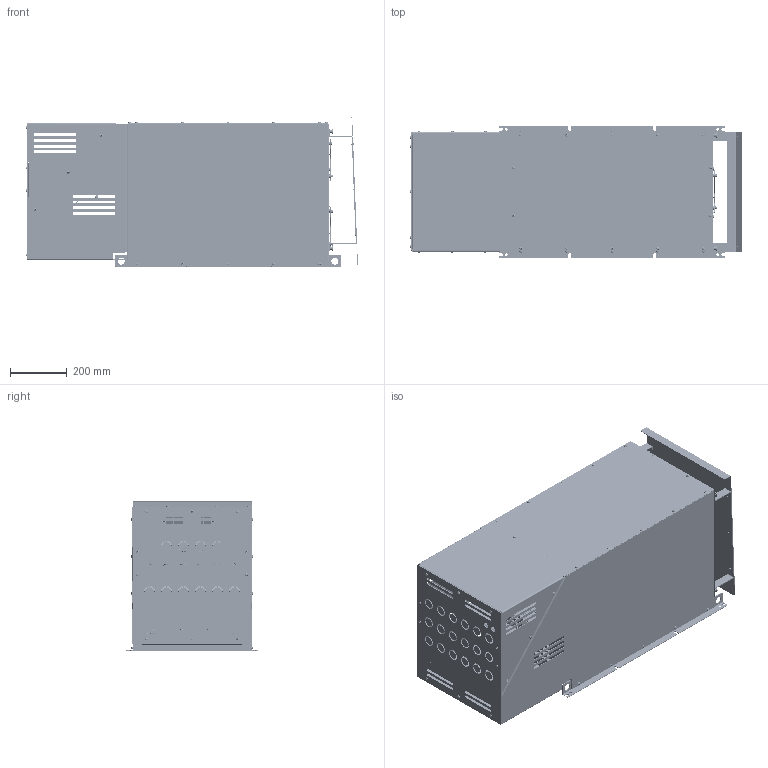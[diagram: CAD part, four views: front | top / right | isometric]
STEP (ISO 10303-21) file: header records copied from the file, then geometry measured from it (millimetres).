
FILE_DESCRIPTION(/* description */ (''),/* implementation_level */ '2;1');
FILE_NAME(/* name */ 'X8 IP21 if1.stp',/* time_stamp */ '2014-09-01T11:53:31+02:00',/* author */ ('MK'),/* organization */ (''),/* preprocessor_version */ 'ST-DEVELOPER v15.6',/* originating_system */ 'Autodesk Inventor 2015',/* authorisation */ '');
FILE_SCHEMA (('AUTOMOTIVE_DESIGN { 1 0 10303 214 3 1 1 }'));
Products named in the file (49): 10100531 Seitenwand X8-A1; 10100530 Lüfterblech X8-A1; 10100529 Anschlussblech X8-A1; 10100404 Deckel X7-X8; DIN 7985 (Z) - M5x6-Z; 10900009 Schutzgitter LZ 24; 11100001 Sicherungshalter 6_3x32; 11100001-1 Mutter M12; 11100001-2 Kappe; Klemmenblech WDU95; Hutschiene 35x7x210mm; WEW_35_1_1059000000 ; WDU_95N_120N_1820550000; WDU_2_5_1020000000; WEW_35_2_1061200000; WAP_2_5_10_1050000000; Zugentlastung WDU95; DIN 7984 - M5 x 8; WDU95-120+2,5; Klemmenblech WWF300; Hutschiene 35x7x360mm; Trennplatte WFF300; WFF_300_1028700000; WAH_185___300_BL_1064780000; WAH_185___300_BL_1064780000_MIR; Zugentlastung WFF300; WWF300; DIN 6798 - A  13; ISO 4017 - M12 x 60DIN EN; DIN 125 - A 13; DIN 128 - A12; ISO 4032 - M12DIN EN; 10100470 Nema-Kit X8 unten; DIN 7985 (H) - M5x6-H; 10100495 Nema-Kit X8 Anschlussblech; 10100471 Nema-Kit X8 oben; Dachfläche X8; Dachbügel links RHF-X8; Dachbügel rechts RHF-X8; DIN 7337 - A4 x 8 x 4,5 ...
Bounding box: 1172.07 x 468 x 530.87 mm (x, y, z)
Volume: 8989843.8 mm3; surface area: 7725287.6 mm2
Topology: 181 solids, 289 shells, 11822 faces, 33550 edges, 22291 vertices
Faces by surface type: plane 7290, cylinder 2646, torus 780, cone 710, bspline 316, sphere 80
Full cylindrical faces by diameter (mm): 1 x4, 1.396 x16, 1.5 x2, 1.9 x4, 2.5 x4, 3.242 x20, 3.95 x4, 4 x35, 4.134 x65, 4.25 x16, 4.6 x58, 5 x76, 5.3 x4, 5.4 x4, 5.6 x1, 6 x14, 6.5 x63, 6.8 x2, 7 x28, 7.1 x2, 8 x6, 8.4 x4, 8.5 x20, 9 x6, 9.2 x2, 9.4 x4, 9.5 x2, 10 x8, 10.106 x4, 10.5 x2
Entity records: 178985 total; most frequent: CARTESIAN_POINT 48727, DIRECTION 26233, ORIENTED_EDGE 25837, EDGE_CURVE 13540, VERTEX_POINT 9204, AXIS2_PLACEMENT_3D 8829, LINE 8575, VECTOR 8575
